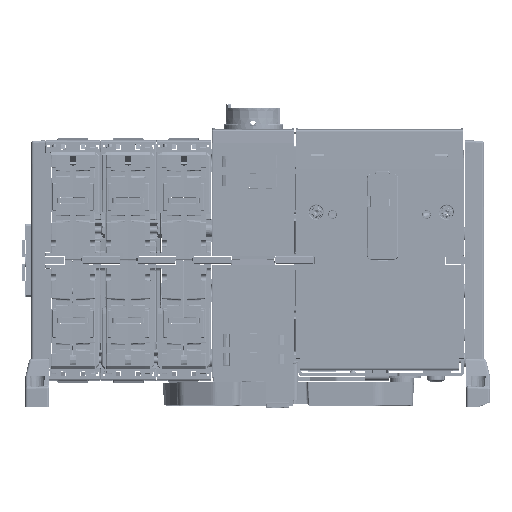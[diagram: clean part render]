
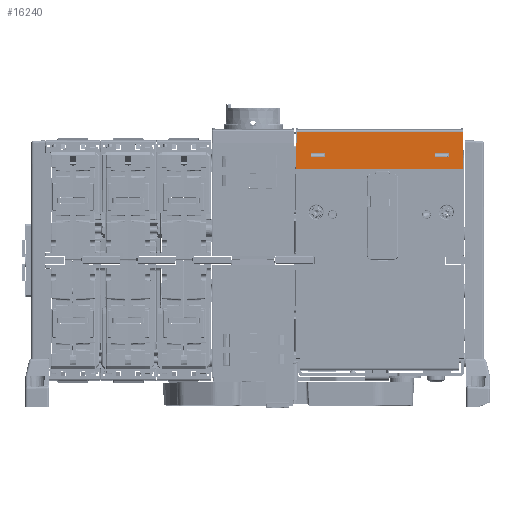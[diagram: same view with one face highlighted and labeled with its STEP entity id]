
A CAD part, top view. The second image highlights one B-rep face of the part: STEP entity #16240.
In plain terms, the highlighted planar face has unit normal (0, 0.013, 1).
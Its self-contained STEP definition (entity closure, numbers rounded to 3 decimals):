
#1641=FACE_BOUND('',#29001,.T.);
#1642=FACE_BOUND('',#29002,.T.);
#1643=FACE_BOUND('',#29003,.T.);
#6562=PLANE('',#158991);
#11817=ELLIPSE('',#158983,0.2,0.2);
#11818=ELLIPSE('',#158984,0.2,0.2);
#11819=ELLIPSE('',#158985,0.2,0.2);
#11820=ELLIPSE('',#158986,0.2,0.2);
#11821=ELLIPSE('',#158987,0.2,0.2);
#11822=ELLIPSE('',#158988,0.2,0.2);
#11823=ELLIPSE('',#158989,0.2,0.2);
#11824=ELLIPSE('',#158990,0.2,0.2);
#16240=ADVANCED_FACE('',(#1641,#1642,#1643),#6562,.T.);
#29001=EDGE_LOOP('',(#73265,#73266,#73267,#73268,#73269,#73270,#73271,#73272));
#29002=EDGE_LOOP('',(#73273,#73274,#73275,#73276,#73277,#73278,#73279,#73280));
#29003=EDGE_LOOP('',(#73281,#73282,#73283,#73284));
#37025=LINE('',#240751,#52770);
#37026=LINE('',#240756,#52771);
#37031=LINE('',#240809,#52776);
#37051=LINE('',#240896,#52796);
#37052=LINE('',#240901,#52797);
#37053=LINE('',#240905,#52798);
#37054=LINE('',#240909,#52799);
#37055=LINE('',#240912,#52800);
#37056=LINE('',#240917,#52801);
#37057=LINE('',#240921,#52802);
#37058=LINE('',#240925,#52803);
#37059=LINE('',#240928,#52804);
#52770=VECTOR('',#179354,1.);
#52771=VECTOR('',#179359,1.);
#52776=VECTOR('',#179388,1.);
#52796=VECTOR('',#179428,1.);
#52797=VECTOR('',#179431,1.);
#52798=VECTOR('',#179434,1.);
#52799=VECTOR('',#179437,1.);
#52800=VECTOR('',#179440,1.);
#52801=VECTOR('',#179443,1.);
#52802=VECTOR('',#179446,1.);
#52803=VECTOR('',#179449,1.);
#52804=VECTOR('',#179452,1.);
#73265=ORIENTED_EDGE('',*,*,#129255,.T.);
#73266=ORIENTED_EDGE('',*,*,#129256,.T.);
#73267=ORIENTED_EDGE('',*,*,#129257,.T.);
#73268=ORIENTED_EDGE('',*,*,#129258,.T.);
#73269=ORIENTED_EDGE('',*,*,#129259,.T.);
#73270=ORIENTED_EDGE('',*,*,#129260,.T.);
#73271=ORIENTED_EDGE('',*,*,#129261,.T.);
#73272=ORIENTED_EDGE('',*,*,#129262,.T.);
#73273=ORIENTED_EDGE('',*,*,#129263,.T.);
#73274=ORIENTED_EDGE('',*,*,#129264,.T.);
#73275=ORIENTED_EDGE('',*,*,#129265,.T.);
#73276=ORIENTED_EDGE('',*,*,#129266,.T.);
#73277=ORIENTED_EDGE('',*,*,#129267,.T.);
#73278=ORIENTED_EDGE('',*,*,#129268,.T.);
#73279=ORIENTED_EDGE('',*,*,#129269,.T.);
#73280=ORIENTED_EDGE('',*,*,#129270,.T.);
#73281=ORIENTED_EDGE('',*,*,#129226,.T.);
#73282=ORIENTED_EDGE('',*,*,#129209,.T.);
#73283=ORIENTED_EDGE('',*,*,#129271,.F.);
#73284=ORIENTED_EDGE('',*,*,#129211,.T.);
#106696=VERTEX_POINT('',#240733);
#106698=VERTEX_POINT('',#240750);
#106700=VERTEX_POINT('',#240755);
#106701=VERTEX_POINT('',#240757);
#106738=VERTEX_POINT('',#240897);
#106739=VERTEX_POINT('',#240898);
#106740=VERTEX_POINT('',#240900);
#106741=VERTEX_POINT('',#240902);
#106742=VERTEX_POINT('',#240904);
#106743=VERTEX_POINT('',#240906);
#106744=VERTEX_POINT('',#240908);
#106745=VERTEX_POINT('',#240910);
#106746=VERTEX_POINT('',#240913);
#106747=VERTEX_POINT('',#240914);
#106748=VERTEX_POINT('',#240916);
#106749=VERTEX_POINT('',#240918);
#106750=VERTEX_POINT('',#240920);
#106751=VERTEX_POINT('',#240922);
#106752=VERTEX_POINT('',#240924);
#106753=VERTEX_POINT('',#240926);
#129209=EDGE_CURVE('',#106696,#106698,#37025,.T.);
#129211=EDGE_CURVE('',#106701,#106700,#37026,.T.);
#129226=EDGE_CURVE('',#106700,#106696,#37031,.T.);
#129255=EDGE_CURVE('',#106738,#106739,#37051,.T.);
#129256=EDGE_CURVE('',#106739,#106740,#11817,.T.);
#129257=EDGE_CURVE('',#106740,#106741,#37052,.T.);
#129258=EDGE_CURVE('',#106741,#106742,#11818,.T.);
#129259=EDGE_CURVE('',#106742,#106743,#37053,.T.);
#129260=EDGE_CURVE('',#106743,#106744,#11819,.T.);
#129261=EDGE_CURVE('',#106744,#106745,#37054,.T.);
#129262=EDGE_CURVE('',#106745,#106738,#11820,.T.);
#129263=EDGE_CURVE('',#106746,#106747,#37055,.T.);
#129264=EDGE_CURVE('',#106747,#106748,#11821,.T.);
#129265=EDGE_CURVE('',#106748,#106749,#37056,.T.);
#129266=EDGE_CURVE('',#106749,#106750,#11822,.T.);
#129267=EDGE_CURVE('',#106750,#106751,#37057,.T.);
#129268=EDGE_CURVE('',#106751,#106752,#11823,.T.);
#129269=EDGE_CURVE('',#106752,#106753,#37058,.T.);
#129270=EDGE_CURVE('',#106753,#106746,#11824,.T.);
#129271=EDGE_CURVE('',#106701,#106698,#37059,.T.);
#158983=AXIS2_PLACEMENT_3D('',#240899,#179429,#179430);
#158984=AXIS2_PLACEMENT_3D('',#240903,#179432,#179433);
#158985=AXIS2_PLACEMENT_3D('',#240907,#179435,#179436);
#158986=AXIS2_PLACEMENT_3D('',#240911,#179438,#179439);
#158987=AXIS2_PLACEMENT_3D('',#240915,#179441,#179442);
#158988=AXIS2_PLACEMENT_3D('',#240919,#179444,#179445);
#158989=AXIS2_PLACEMENT_3D('',#240923,#179447,#179448);
#158990=AXIS2_PLACEMENT_3D('',#240927,#179450,#179451);
#158991=AXIS2_PLACEMENT_3D('',#240929,#179453,#179454);
#179354=DIRECTION('',(-0.009,-1.,0.013));
#179359=DIRECTION('',(-0.009,1.,-0.013));
#179388=DIRECTION('',(-1.,0.,0.));
#179428=DIRECTION('',(1.,0.,0.));
#179429=DIRECTION('',(0.,-0.013,-1.));
#179430=DIRECTION('',(-0.97,-0.242,0.003));
#179431=DIRECTION('',(0.,-1.,0.013));
#179432=DIRECTION('',(0.,-0.013,-1.));
#179433=DIRECTION('',(-0.496,0.868,-0.011));
#179434=DIRECTION('',(-1.,0.,0.));
#179435=DIRECTION('',(0.,-0.013,-1.));
#179436=DIRECTION('',(0.496,0.868,-0.011));
#179437=DIRECTION('',(0.,1.,-0.013));
#179438=DIRECTION('',(0.,-0.013,-1.));
#179439=DIRECTION('',(0.97,-0.242,0.003));
#179440=DIRECTION('',(1.,0.,0.));
#179441=DIRECTION('',(0.,-0.013,-1.));
#179442=DIRECTION('',(-0.97,-0.242,0.003));
#179443=DIRECTION('',(0.,-1.,0.013));
#179444=DIRECTION('',(0.,-0.013,-1.));
#179445=DIRECTION('',(-0.496,0.868,-0.011));
#179446=DIRECTION('',(-1.,0.,0.));
#179447=DIRECTION('',(0.,-0.013,-1.));
#179448=DIRECTION('',(0.496,0.868,-0.011));
#179449=DIRECTION('',(0.,1.,-0.013));
#179450=DIRECTION('',(0.,-0.013,-1.));
#179451=DIRECTION('',(0.97,-0.242,0.003));
#179452=DIRECTION('',(-1.,0.,0.));
#179453=DIRECTION('',(0.,0.013,1.));
#179454=DIRECTION('',(0.,-1.,0.013));
#240733=CARTESIAN_POINT('',(-1.437,153.949,-0.31));
#240750=CARTESIAN_POINT('',(-1.643,130.298,0.));
#240751=CARTESIAN_POINT('',(-1.639,130.757,-0.006));
#240755=CARTESIAN_POINT('',(103.45,153.949,-0.31));
#240756=CARTESIAN_POINT('',(103.653,130.757,-0.006));
#240757=CARTESIAN_POINT('',(103.657,130.298,0.));
#240809=CARTESIAN_POINT('',(51.007,153.949,-0.31));
#240896=CARTESIAN_POINT('',(15.857,140.424,-0.133));
#240897=CARTESIAN_POINT('',(85.931,140.424,-0.133));
#240898=CARTESIAN_POINT('',(94.383,140.424,-0.133));
#240899=CARTESIAN_POINT('',(94.383,140.224,-0.13));
#240900=CARTESIAN_POINT('',(94.583,140.224,-0.13));
#240901=CARTESIAN_POINT('',(94.583,123.426,0.09));
#240902=CARTESIAN_POINT('',(94.583,137.972,-0.1));
#240903=CARTESIAN_POINT('',(94.383,137.972,-0.1));
#240904=CARTESIAN_POINT('',(94.383,137.772,-0.098));
#240905=CARTESIAN_POINT('',(94.557,137.772,-0.098));
#240906=CARTESIAN_POINT('',(85.93,137.772,-0.098));
#240907=CARTESIAN_POINT('',(85.931,137.972,-0.1));
#240908=CARTESIAN_POINT('',(85.73,137.972,-0.1));
#240909=CARTESIAN_POINT('',(85.73,135.541,-0.069));
#240910=CARTESIAN_POINT('',(85.73,140.224,-0.13));
#240911=CARTESIAN_POINT('',(85.931,140.224,-0.13));
#240912=CARTESIAN_POINT('',(15.857,140.424,-0.133));
#240913=CARTESIAN_POINT('',(7.631,140.424,-0.133));
#240914=CARTESIAN_POINT('',(16.083,140.424,-0.133));
#240915=CARTESIAN_POINT('',(16.083,140.224,-0.13));
#240916=CARTESIAN_POINT('',(16.283,140.224,-0.13));
#240917=CARTESIAN_POINT('',(16.283,133.641,-0.044));
#240918=CARTESIAN_POINT('',(16.283,137.972,-0.1));
#240919=CARTESIAN_POINT('',(16.083,137.972,-0.1));
#240920=CARTESIAN_POINT('',(16.083,137.772,-0.098));
#240921=CARTESIAN_POINT('',(94.557,137.772,-0.098));
#240922=CARTESIAN_POINT('',(7.63,137.772,-0.098));
#240923=CARTESIAN_POINT('',(7.631,137.972,-0.1));
#240924=CARTESIAN_POINT('',(7.43,137.972,-0.1));
#240925=CARTESIAN_POINT('',(7.43,135.541,-0.069));
#240926=CARTESIAN_POINT('',(7.43,140.224,-0.13));
#240927=CARTESIAN_POINT('',(7.631,140.224,-0.13));
#240928=CARTESIAN_POINT('',(71.457,130.298,0.));
#240929=CARTESIAN_POINT('',(51.007,130.298,0.));
